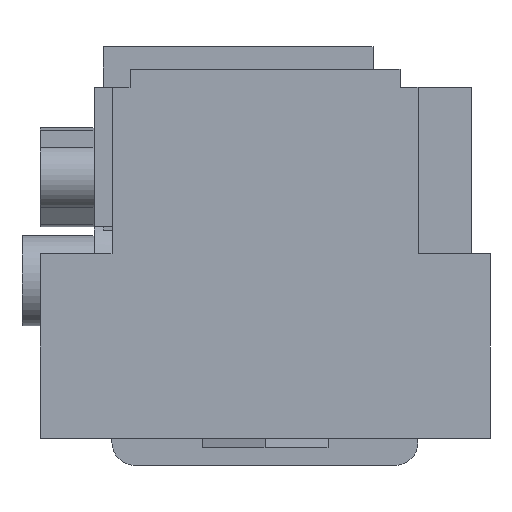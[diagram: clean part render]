
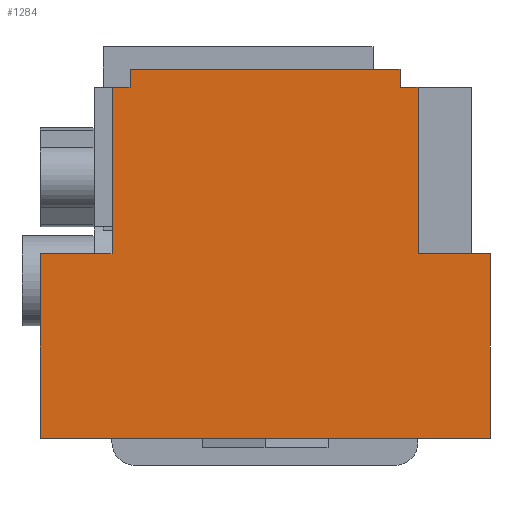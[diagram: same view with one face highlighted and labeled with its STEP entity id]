
A CAD part, front view. The second image highlights one B-rep face of the part: STEP entity #1284.
In plain terms, the highlighted planar face has unit normal (0, -1, 0).
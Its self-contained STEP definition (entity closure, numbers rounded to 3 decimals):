
#9 = CARTESIAN_POINT ( 'NONE',  ( -34., -55., 48. ) ) ;
#59 = VERTEX_POINT ( 'NONE', #2593 ) ;
#119 = VECTOR ( 'NONE', #637, 1000. ) ;
#138 = DIRECTION ( 'NONE',  ( 0., 0., 1. ) ) ;
#147 = VECTOR ( 'NONE', #2684, 1000. ) ;
#165 = VECTOR ( 'NONE', #1478, 1000. ) ;
#180 = LINE ( 'NONE', #1893, #703 ) ;
#187 = VERTEX_POINT ( 'NONE', #2893 ) ;
#204 = VERTEX_POINT ( 'NONE', #1044 ) ;
#205 = CARTESIAN_POINT ( 'NONE',  ( 50., -55., -30. ) ) ;
#213 = CARTESIAN_POINT ( 'NONE',  ( -50., -55., 11. ) ) ;
#217 = ORIENTED_EDGE ( 'NONE', *, *, #1344, .F. ) ;
#333 = CARTESIAN_POINT ( 'NONE',  ( -30., -55., 6. ) ) ;
#515 = ORIENTED_EDGE ( 'NONE', *, *, #1791, .T. ) ;
#528 = DIRECTION ( 'NONE',  ( 0., -1., 0. ) ) ;
#553 = VERTEX_POINT ( 'NONE', #1213 ) ;
#609 = EDGE_CURVE ( 'NONE', #1862, #204, #1512, .T. ) ;
#636 = ORIENTED_EDGE ( 'NONE', *, *, #972, .T. ) ;
#637 = DIRECTION ( 'NONE',  ( 0., 0., -1. ) ) ;
#653 = VECTOR ( 'NONE', #2921, 1000. ) ;
#701 = EDGE_CURVE ( 'NONE', #2843, #2251, #3056, .T. ) ;
#703 = VECTOR ( 'NONE', #138, 1000. ) ;
#738 = EDGE_CURVE ( 'NONE', #1230, #2301, #1681, .T. ) ;
#856 = LINE ( 'NONE', #3058, #119 ) ;
#972 = EDGE_CURVE ( 'NONE', #2301, #59, #856, .T. ) ;
#981 = VECTOR ( 'NONE', #2878, 1000. ) ;
#986 = FACE_OUTER_BOUND ( 'NONE', #2929, .T. ) ;
#1001 = EDGE_CURVE ( 'NONE', #204, #1298, #2808, .T. ) ;
#1005 = CARTESIAN_POINT ( 'NONE',  ( 50., -55., 11. ) ) ;
#1044 = CARTESIAN_POINT ( 'NONE',  ( 50., -55., -30. ) ) ;
#1076 = EDGE_CURVE ( 'NONE', #2843, #2235, #2427, .T. ) ;
#1112 = EDGE_CURVE ( 'NONE', #1367, #59, #2705, .T. ) ;
#1131 = DIRECTION ( 'NONE',  ( 0., 0., 1. ) ) ;
#1156 = CARTESIAN_POINT ( 'NONE',  ( -30., -55., 52. ) ) ;
#1213 = CARTESIAN_POINT ( 'NONE',  ( -30., -55., 52. ) ) ;
#1230 = VERTEX_POINT ( 'NONE', #1464 ) ;
#1258 = ORIENTED_EDGE ( 'NONE', *, *, #609, .T. ) ;
#1284 = ADVANCED_FACE ( 'NONE', ( #986 ), #1982, .T. ) ;
#1288 = ORIENTED_EDGE ( 'NONE', *, *, #701, .F. ) ;
#1298 = VERTEX_POINT ( 'NONE', #1005 ) ;
#1343 = CARTESIAN_POINT ( 'NONE',  ( -50., -55., 11. ) ) ;
#1344 = EDGE_CURVE ( 'NONE', #1862, #1367, #1406, .T. ) ;
#1355 = ORIENTED_EDGE ( 'NONE', *, *, #1985, .F. ) ;
#1367 = VERTEX_POINT ( 'NONE', #1343 ) ;
#1394 = VECTOR ( 'NONE', #2385, 1000. ) ;
#1406 = LINE ( 'NONE', #1840, #1394 ) ;
#1464 = CARTESIAN_POINT ( 'NONE',  ( -30., -55., 48. ) ) ;
#1478 = DIRECTION ( 'NONE',  ( -1., 0., 0. ) ) ;
#1482 = DIRECTION ( 'NONE',  ( 1., 0., 0. ) ) ;
#1484 = LINE ( 'NONE', #333, #2287 ) ;
#1512 = LINE ( 'NONE', #1731, #1787 ) ;
#1527 = ORIENTED_EDGE ( 'NONE', *, *, #1861, .F. ) ;
#1681 = LINE ( 'NONE', #2915, #165 ) ;
#1703 = LINE ( 'NONE', #213, #147 ) ;
#1717 = AXIS2_PLACEMENT_3D ( 'NONE', #2664, #528, #2421 ) ;
#1731 = CARTESIAN_POINT ( 'NONE',  ( -50., -55., -30. ) ) ;
#1733 = ORIENTED_EDGE ( 'NONE', *, *, #1076, .T. ) ;
#1747 = DIRECTION ( 'NONE',  ( 0., 0., 1. ) ) ;
#1749 = CARTESIAN_POINT ( 'NONE',  ( -34., -55., 48. ) ) ;
#1765 = ORIENTED_EDGE ( 'NONE', *, *, #1875, .F. ) ;
#1787 = VECTOR ( 'NONE', #1482, 1000. ) ;
#1791 = EDGE_CURVE ( 'NONE', #2235, #187, #180, .T. ) ;
#1840 = CARTESIAN_POINT ( 'NONE',  ( -50., -55., -30. ) ) ;
#1850 = CARTESIAN_POINT ( 'NONE',  ( 34., -55., 117.051 ) ) ;
#1854 = VECTOR ( 'NONE', #1880, 1000. ) ;
#1861 = EDGE_CURVE ( 'NONE', #553, #187, #3140, .T. ) ;
#1862 = VERTEX_POINT ( 'NONE', #2146 ) ;
#1875 = EDGE_CURVE ( 'NONE', #2251, #1298, #1703, .T. ) ;
#1880 = DIRECTION ( 'NONE',  ( 0., 0., -1. ) ) ;
#1893 = CARTESIAN_POINT ( 'NONE',  ( 30., -55., 6. ) ) ;
#1982 = PLANE ( 'NONE',  #1717 ) ;
#1985 = EDGE_CURVE ( 'NONE', #1230, #553, #1484, .T. ) ;
#2075 = ORIENTED_EDGE ( 'NONE', *, *, #1112, .F. ) ;
#2146 = CARTESIAN_POINT ( 'NONE',  ( -50., -55., -30. ) ) ;
#2177 = CARTESIAN_POINT ( 'NONE',  ( -50., -55., 11. ) ) ;
#2235 = VERTEX_POINT ( 'NONE', #2648 ) ;
#2251 = VERTEX_POINT ( 'NONE', #2632 ) ;
#2287 = VECTOR ( 'NONE', #1747, 1000. ) ;
#2301 = VERTEX_POINT ( 'NONE', #1749 ) ;
#2380 = ORIENTED_EDGE ( 'NONE', *, *, #1001, .T. ) ;
#2385 = DIRECTION ( 'NONE',  ( 0., 0., 1. ) ) ;
#2421 = DIRECTION ( 'NONE',  ( 1., 0., 0. ) ) ;
#2427 = LINE ( 'NONE', #9, #981 ) ;
#2593 = CARTESIAN_POINT ( 'NONE',  ( -34., -55., 11. ) ) ;
#2632 = CARTESIAN_POINT ( 'NONE',  ( 34., -55., 11. ) ) ;
#2648 = CARTESIAN_POINT ( 'NONE',  ( 30., -55., 48. ) ) ;
#2664 = CARTESIAN_POINT ( 'NONE',  ( -50., -55., -30. ) ) ;
#2672 = DIRECTION ( 'NONE',  ( 1., 0., 0. ) ) ;
#2684 = DIRECTION ( 'NONE',  ( 1., 0., 0. ) ) ;
#2705 = LINE ( 'NONE', #2177, #2883 ) ;
#2716 = VECTOR ( 'NONE', #1131, 1000. ) ;
#2808 = LINE ( 'NONE', #205, #2716 ) ;
#2831 = ORIENTED_EDGE ( 'NONE', *, *, #738, .T. ) ;
#2843 = VERTEX_POINT ( 'NONE', #3120 ) ;
#2878 = DIRECTION ( 'NONE',  ( -1., 0., 0. ) ) ;
#2883 = VECTOR ( 'NONE', #2672, 1000. ) ;
#2893 = CARTESIAN_POINT ( 'NONE',  ( 30., -55., 52. ) ) ;
#2915 = CARTESIAN_POINT ( 'NONE',  ( -34., -55., 48. ) ) ;
#2921 = DIRECTION ( 'NONE',  ( 1., 0., 0. ) ) ;
#2929 = EDGE_LOOP ( 'NONE', ( #1765, #1288, #1733, #515, #1527, #1355, #2831, #636, #2075, #217, #1258, #2380 ) ) ;
#3056 = LINE ( 'NONE', #1850, #1854 ) ;
#3058 = CARTESIAN_POINT ( 'NONE',  ( -34., -55., 117.051 ) ) ;
#3120 = CARTESIAN_POINT ( 'NONE',  ( 34., -55., 48. ) ) ;
#3140 = LINE ( 'NONE', #1156, #653 ) ;
